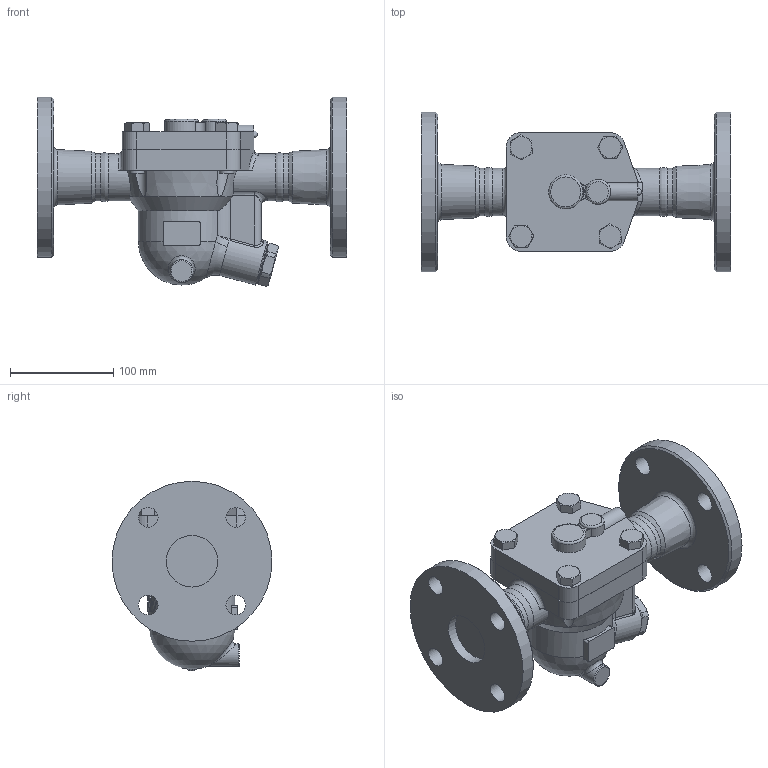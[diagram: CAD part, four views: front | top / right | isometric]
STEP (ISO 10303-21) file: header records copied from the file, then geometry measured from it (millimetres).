
FILE_DESCRIPTION((''),'2;1');
FILE_NAME('j5rlx-050-jis10-00.stp','2010-11-17T11:12:13',('nakaot'),(''),'Autodesk Inventor 2008','Autodesk Inventor 2008','');
FILE_SCHEMA(('AUTOMOTIVE_DESIGN { 1 0 10303 214 1 1 1 1 }'));
Length unit declared in the file: millimetre
Products named in the file (1): j5rlx-050-jis10-00
Bounding box: 300 x 155 x 183.58 mm (x, y, z)
Volume: 2152556.7 mm3; surface area: 216922.7 mm2
Topology: 1 solids, 1 shells, 272 faces, 681 edges, 429 vertices
Faces by surface type: plane 102, cylinder 61, bspline 54, cone 49, torus 4, sphere 2
Full cylindrical faces by diameter (mm): 14 x8, 19 x4, 22 x1, 27 x1, 44 x1, 46 x3, 50 x1, 80 x1, 155 x1
Entity records: 16453 total; most frequent: CARTESIAN_POINT 10638, ORIENTED_EDGE 1220, DIRECTION 1113, EDGE_CURVE 610, AXIS2_PLACEMENT_3D 462, VERTEX_POINT 409, EDGE_LOOP 365, FACE_OUTER_BOUND 272
